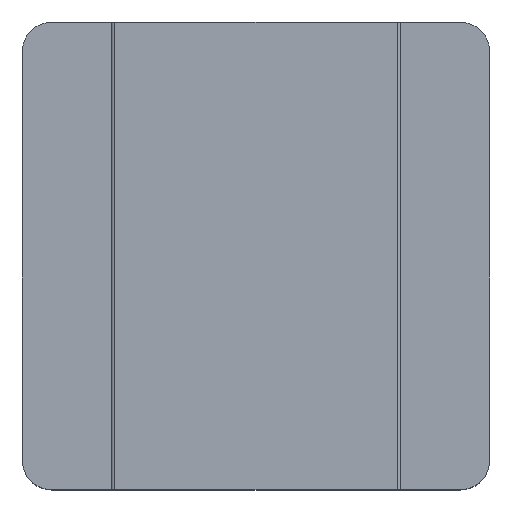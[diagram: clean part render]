
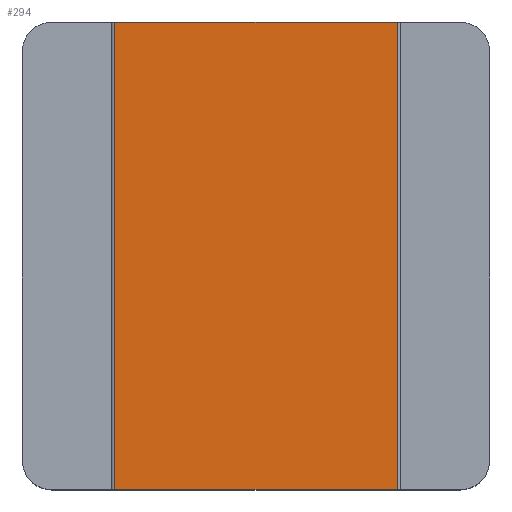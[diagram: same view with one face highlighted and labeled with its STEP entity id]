
A CAD part, top view. The second image highlights one B-rep face of the part: STEP entity #294.
In plain terms, the highlighted planar face has unit normal (0, 0, 1).
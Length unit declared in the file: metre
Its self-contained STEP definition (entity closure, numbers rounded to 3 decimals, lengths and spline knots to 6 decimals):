
#82=ORIENTED_EDGE('',*,*,#128,.T.);
#83=ORIENTED_EDGE('',*,*,#153,.T.);
#84=ORIENTED_EDGE('',*,*,#142,.F.);
#85=ORIENTED_EDGE('',*,*,#154,.T.);
#128=EDGE_CURVE('',#170,#169,#195,.T.);
#142=EDGE_CURVE('',#181,#182,#207,.T.);
#153=EDGE_CURVE('',#169,#182,#211,.T.);
#154=EDGE_CURVE('',#181,#170,#212,.F.);
#169=VERTEX_POINT('',#462);
#170=VERTEX_POINT('',#464);
#181=VERTEX_POINT('',#490);
#182=VERTEX_POINT('',#492);
#195=LINE('',#463,#225);
#207=LINE('',#491,#237);
#211=LINE('',#508,#241);
#212=LINE('',#509,#242);
#225=VECTOR('',#368,1.);
#237=VECTOR('',#388,1.);
#241=VECTOR('',#414,1.);
#242=VECTOR('',#415,1.);
#252=EDGE_LOOP('',(#82,#83,#84,#85));
#268=FACE_BOUND('',#252,.T.);
#284=PLANE('',#335);
#294=ADVANCED_FACE('',(#268),#284,.T.);
#335=AXIS2_PLACEMENT_3D('',#507,#412,#413);
#368=DIRECTION('',(-1.,0.,0.));
#388=DIRECTION('',(-1.,0.,0.));
#412=DIRECTION('',(0.,0.,1.));
#413=DIRECTION('',(1.,0.,0.));
#414=DIRECTION('',(0.,-1.,0.));
#415=DIRECTION('',(0.,-1.,0.));
#462=CARTESIAN_POINT('',(-0.012097,0.02,0.1125));
#463=CARTESIAN_POINT('',(0.,0.02,0.1125));
#464=CARTESIAN_POINT('',(0.012097,0.02,0.1125));
#490=CARTESIAN_POINT('',(0.012097,-0.02,0.1125));
#491=CARTESIAN_POINT('',(0.,-0.02,0.1125));
#492=CARTESIAN_POINT('',(-0.012097,-0.02,0.1125));
#507=CARTESIAN_POINT('',(0.,0.02,0.1125));
#508=CARTESIAN_POINT('',(-0.012097,-0.02,0.1125));
#509=CARTESIAN_POINT('',(0.012097,0.02,0.1125));
